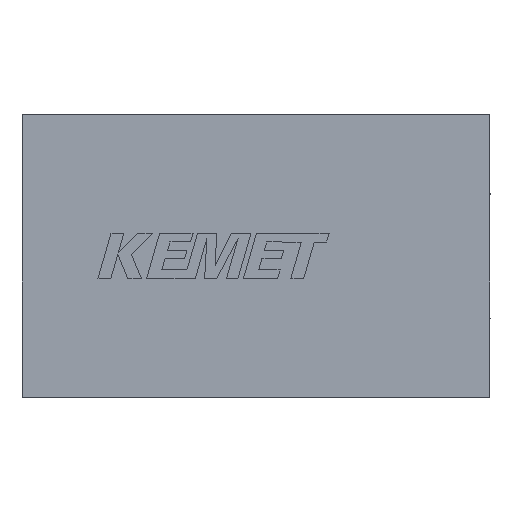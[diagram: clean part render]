
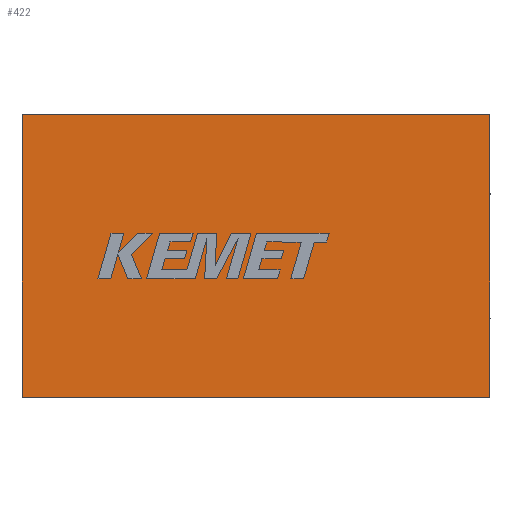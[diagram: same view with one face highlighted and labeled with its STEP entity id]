
A CAD part, top view. The second image highlights one B-rep face of the part: STEP entity #422.
In plain terms, the highlighted planar face has unit normal (0, 0, 1).
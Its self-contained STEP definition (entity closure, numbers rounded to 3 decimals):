
#88 = VERTEX_POINT('',#89);
#89 = CARTESIAN_POINT('',(3.8,2.3,1.505));
#95 = EDGE_CURVE('',#96,#88,#98,.T.);
#96 = VERTEX_POINT('',#97);
#97 = CARTESIAN_POINT('',(3.8,-2.3,1.505));
#98 = LINE('',#99,#100);
#99 = CARTESIAN_POINT('',(3.8,-2.3,1.505));
#100 = VECTOR('',#101,1.);
#101 = DIRECTION('',(0.,1.,0.));
#152 = VERTEX_POINT('',#153);
#153 = CARTESIAN_POINT('',(-3.8,-2.3,1.505));
#159 = EDGE_CURVE('',#160,#152,#162,.T.);
#160 = VERTEX_POINT('',#161);
#161 = CARTESIAN_POINT('',(-3.8,2.3,1.505));
#162 = LINE('',#163,#164);
#163 = CARTESIAN_POINT('',(-3.8,-2.3,1.505));
#164 = VECTOR('',#165,1.);
#165 = DIRECTION('',(0.,-1.,0.));
#394 = EDGE_CURVE('',#152,#96,#395,.T.);
#395 = LINE('',#396,#397);
#396 = CARTESIAN_POINT('',(-3.8,-2.3,1.505));
#397 = VECTOR('',#398,1.);
#398 = DIRECTION('',(1.,0.,0.));
#411 = EDGE_CURVE('',#88,#160,#412,.T.);
#412 = LINE('',#413,#414);
#413 = CARTESIAN_POINT('',(-3.8,2.3,1.505));
#414 = VECTOR('',#415,1.);
#415 = DIRECTION('',(-1.,0.,-0.));
#422 = ADVANCED_FACE('',(#423),#429,.F.);
#423 = FACE_BOUND('',#424,.T.);
#424 = EDGE_LOOP('',(#425,#426,#427,#428));
#425 = ORIENTED_EDGE('',*,*,#159,.T.);
#426 = ORIENTED_EDGE('',*,*,#394,.T.);
#427 = ORIENTED_EDGE('',*,*,#95,.T.);
#428 = ORIENTED_EDGE('',*,*,#411,.T.);
#429 = PLANE('',#430);
#430 = AXIS2_PLACEMENT_3D('',#431,#432,#433);
#431 = CARTESIAN_POINT('',(-3.8,-2.3,1.505));
#432 = DIRECTION('',(0.,0.,-1.));
#433 = DIRECTION('',(0.,1.,0.));
